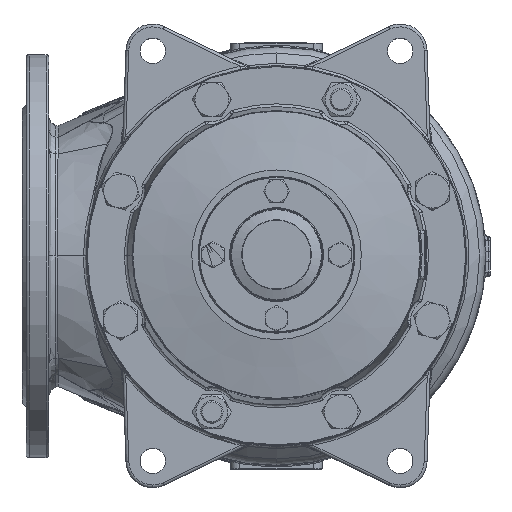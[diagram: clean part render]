
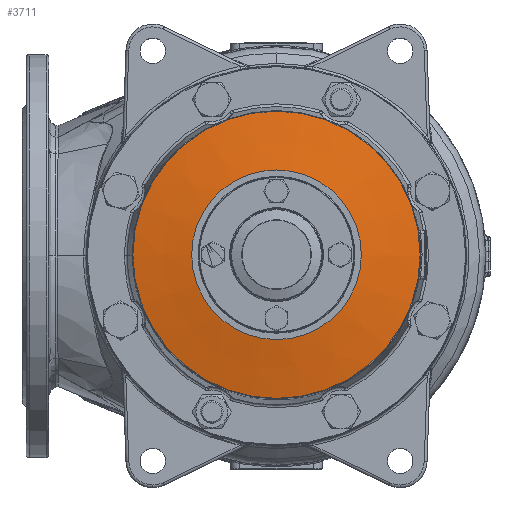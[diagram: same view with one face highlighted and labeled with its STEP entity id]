
A CAD part, top view. The second image highlights one B-rep face of the part: STEP entity #3711.
In plain terms, the highlighted conical face has half-angle 80 degrees and reference radius 60 mm.
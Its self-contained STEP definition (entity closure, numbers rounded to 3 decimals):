
#3009=CARTESIAN_POINT('',(101.587,0.,576.667));
#3010=VERTEX_POINT('',#3009);
#3037=CARTESIAN_POINT('',(-101.587,-0.,576.667));
#3038=VERTEX_POINT('',#3037);
#3039=CARTESIAN_POINT('',(0.,-0.,576.667));
#3040=DIRECTION('',(0.,-0.,1.));
#3041=DIRECTION('',(1.,0.,-0.));
#3042=AXIS2_PLACEMENT_3D('',#3039,#3040,#3041);
#3043=CIRCLE('',#3042,101.587);
#3044=EDGE_CURVE('NONE',#3038,#3010,#3043,.T.);
#3046=CARTESIAN_POINT('',(0.,-0.,576.667));
#3047=DIRECTION('',(0.,-0.,1.));
#3048=DIRECTION('',(1.,0.,-0.));
#3049=AXIS2_PLACEMENT_3D('',#3046,#3047,#3048);
#3050=CIRCLE('',#3049,101.587);
#3051=EDGE_CURVE('NONE',#3010,#3038,#3050,.T.);
#3677=CARTESIAN_POINT('',(0.,-0.,584.));
#3678=DIRECTION('',(-0.,0.,-1.));
#3679=DIRECTION('',(-1.,-0.,0.));
#3680=AXIS2_PLACEMENT_3D('',#3677,#3678,#3679);
#3681=CONICAL_SURFACE('',#3680,60.,80.);
#3682=CARTESIAN_POINT('',(-60.,-0.,584.));
#3683=VERTEX_POINT('',#3682);
#3684=CARTESIAN_POINT('',(-101.587,-0.,576.667));
#3685=DIRECTION('',(0.985,0.,0.174));
#3686=VECTOR('',#3685,42.228);
#3687=LINE('',#3684,#3686);
#3688=EDGE_CURVE('',#3038,#3683,#3687,.T.);
#3689=ORIENTED_EDGE('',*,*,#3688,.T.);
#3690=CARTESIAN_POINT('',(60.,0.,584.));
#3691=VERTEX_POINT('',#3690);
#3692=CARTESIAN_POINT('',(0.,-0.,584.));
#3693=DIRECTION('',(-0.,0.,-1.));
#3694=DIRECTION('',(-1.,-0.,0.));
#3695=AXIS2_PLACEMENT_3D('',#3692,#3693,#3694);
#3696=CIRCLE('',#3695,60.);
#3697=EDGE_CURVE('NONE',#3683,#3691,#3696,.T.);
#3698=ORIENTED_EDGE('',*,*,#3697,.T.);
#3699=CARTESIAN_POINT('',(0.,-0.,584.));
#3700=DIRECTION('',(-0.,0.,-1.));
#3701=DIRECTION('',(-1.,-0.,0.));
#3702=AXIS2_PLACEMENT_3D('',#3699,#3700,#3701);
#3703=CIRCLE('',#3702,60.);
#3704=EDGE_CURVE('NONE',#3691,#3683,#3703,.T.);
#3705=ORIENTED_EDGE('',*,*,#3704,.T.);
#3706=ORIENTED_EDGE('',*,*,#3688,.F.);
#3707=ORIENTED_EDGE('',*,*,#3044,.T.);
#3708=ORIENTED_EDGE('',*,*,#3051,.T.);
#3709=EDGE_LOOP('',(#3689,#3698,#3705,#3706,#3707,#3708));
#3710=FACE_BOUND('',#3709,.T.);
#3711=ADVANCED_FACE('NONE',(#3710),#3681,.T.);
